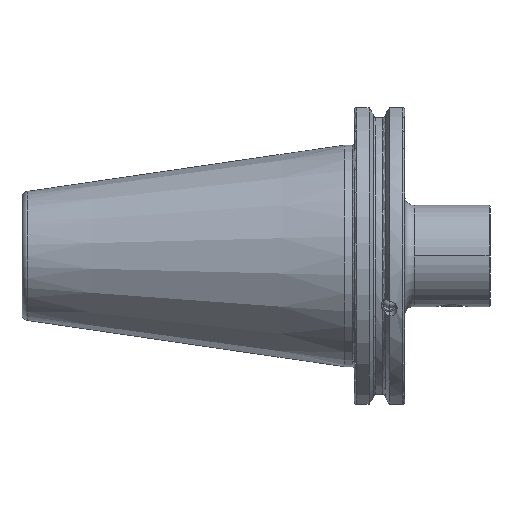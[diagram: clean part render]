
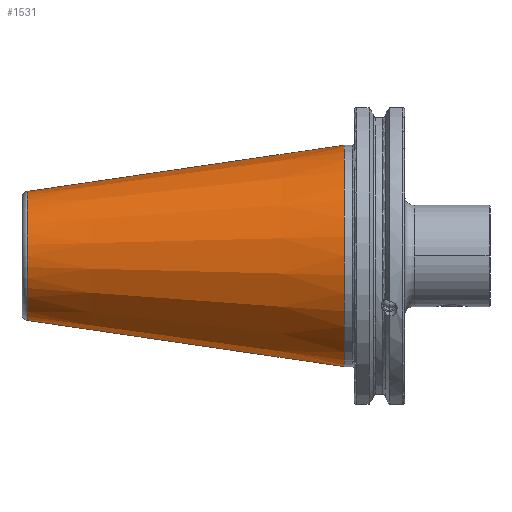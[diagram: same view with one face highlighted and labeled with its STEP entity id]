
A CAD part, front view. The second image highlights one B-rep face of the part: STEP entity #1531.
In plain terms, the highlighted conical face has half-angle 8.297 degrees and reference radius 34.925 mm.
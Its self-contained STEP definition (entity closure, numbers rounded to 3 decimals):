
#217 = CIRCLE ( 'NONE', #3570, 20.358 ) ;
#415 = DIRECTION ( 'NONE',  ( 0., 0., 1. ) ) ;
#459 = CIRCLE ( 'NONE', #6415, 34.925 ) ;
#460 = CARTESIAN_POINT ( 'NONE',  ( -99.889, 0., 0. ) ) ;
#949 = VERTEX_POINT ( 'NONE', #4464 ) ;
#1052 = VERTEX_POINT ( 'NONE', #2186 ) ;
#1531 = ADVANCED_FACE ( 'NONE', ( #7878 ), #2394, .T. ) ;
#1675 = CARTESIAN_POINT ( 'NONE',  ( 0., 0., 0. ) ) ;
#1835 = DIRECTION ( 'NONE',  ( 0.99, 0., 0.144 ) ) ;
#1875 = CARTESIAN_POINT ( 'NONE',  ( 0., 0., 34.925 ) ) ;
#1909 = VERTEX_POINT ( 'NONE', #6020 ) ;
#1970 = EDGE_CURVE ( 'NONE', #3200, #1052, #459, .T. ) ;
#1998 = DIRECTION ( 'NONE',  ( 0.99, 0., -0.144 ) ) ;
#2186 = CARTESIAN_POINT ( 'NONE',  ( 0., 0., 34.925 ) ) ;
#2394 = CONICAL_SURFACE ( 'NONE', #5517, 34.925, 0.145 ) ;
#2598 = CARTESIAN_POINT ( 'NONE',  ( 0., 0., -34.925 ) ) ;
#2714 = ORIENTED_EDGE ( 'NONE', *, *, #1970, .T. ) ;
#2735 = VECTOR ( 'NONE', #1835, 1000. ) ;
#2754 = ORIENTED_EDGE ( 'NONE', *, *, #3098, .F. ) ;
#3081 = ORIENTED_EDGE ( 'NONE', *, *, #3258, .T. ) ;
#3098 = EDGE_CURVE ( 'NONE', #1909, #949, #217, .T. ) ;
#3200 = VERTEX_POINT ( 'NONE', #2598 ) ;
#3258 = EDGE_CURVE ( 'NONE', #1909, #3200, #5613, .T. ) ;
#3505 = DIRECTION ( 'NONE',  ( 1., 0., 0. ) ) ;
#3570 = AXIS2_PLACEMENT_3D ( 'NONE', #460, #3643, #415 ) ;
#3643 = DIRECTION ( 'NONE',  ( -1., 0., 0. ) ) ;
#4278 = ORIENTED_EDGE ( 'NONE', *, *, #5110, .F. ) ;
#4464 = CARTESIAN_POINT ( 'NONE',  ( -99.889, 0., 20.358 ) ) ;
#4612 = VECTOR ( 'NONE', #1998, 1000. ) ;
#4759 = DIRECTION ( 'NONE',  ( 0., 0., -1. ) ) ;
#4901 = CARTESIAN_POINT ( 'NONE',  ( 0., 0., -34.925 ) ) ;
#5110 = EDGE_CURVE ( 'NONE', #949, #1052, #6121, .T. ) ;
#5173 = EDGE_LOOP ( 'NONE', ( #4278, #2754, #3081, #2714 ) ) ;
#5503 = DIRECTION ( 'NONE',  ( -1., 0., 0. ) ) ;
#5517 = AXIS2_PLACEMENT_3D ( 'NONE', #7353, #3505, #4759 ) ;
#5613 = LINE ( 'NONE', #4901, #4612 ) ;
#6020 = CARTESIAN_POINT ( 'NONE',  ( -99.889, 0., -20.358 ) ) ;
#6121 = LINE ( 'NONE', #1875, #2735 ) ;
#6415 = AXIS2_PLACEMENT_3D ( 'NONE', #1675, #5503, #7951 ) ;
#7353 = CARTESIAN_POINT ( 'NONE',  ( 0., 0., 0. ) ) ;
#7878 = FACE_OUTER_BOUND ( 'NONE', #5173, .T. ) ;
#7951 = DIRECTION ( 'NONE',  ( 0., 0., 1. ) ) ;
